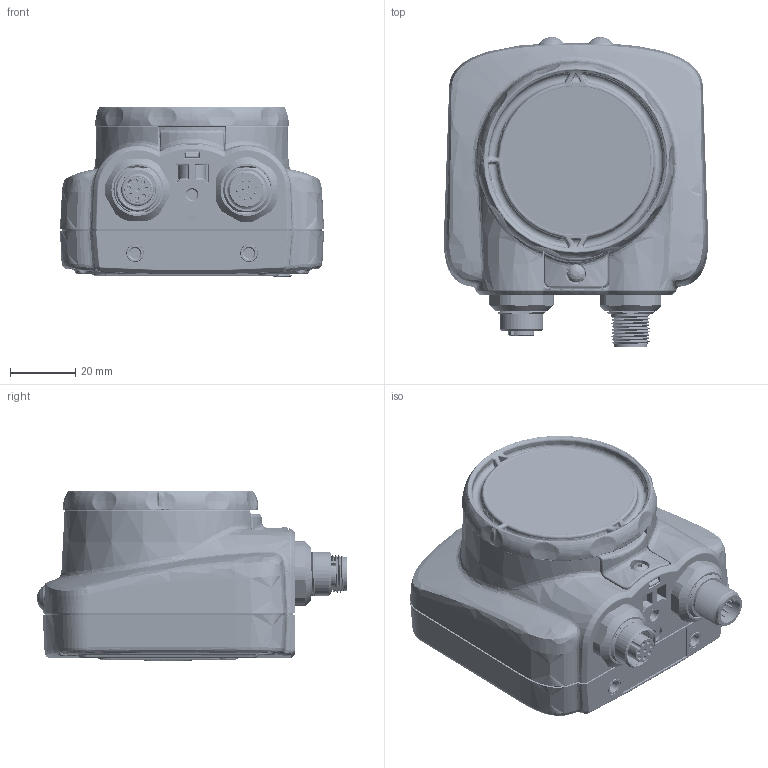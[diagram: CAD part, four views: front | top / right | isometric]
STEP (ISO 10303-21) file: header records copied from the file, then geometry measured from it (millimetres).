
FILE_DESCRIPTION((''),'2;1');
FILE_NAME('148915_SW','2010-05-07T',('banengservice'),('BANNER ENGINEERING'),'PRO/ENGINEER BY PARAMETRIC TECHNOLOGY CORPORATION, 2009141','PRO/ENGINEER BY PARAMETRIC TECHNOLOGY CORPORATION, 2009141','');
FILE_SCHEMA(('CONFIG_CONTROL_DESIGN'));
Products named in the file (1): 148915_SW
Bounding box: 81.17 x 95.25 x 52.35 mm (x, y, z)
Volume: 89209.9 mm3; surface area: 73207.4 mm2
Topology: 1 solids, 1 shells, 3554 faces, 8555 edges, 5048 vertices
Faces by surface type: bspline 1168, cylinder 852, plane 643, torus 361, cone 325, sphere 180, extrusion 23, revolution 2
Entity records: 182012 total; most frequent: CARTESIAN_POINT 108168, ORIENTED_EDGE 17042, DIRECTION 13376, EDGE_CURVE 8521, AXIS2_PLACEMENT_3D 5607, VERTEX_POINT 5048, EDGE_LOOP 3733, FACE_OUTER_BOUND 3554
